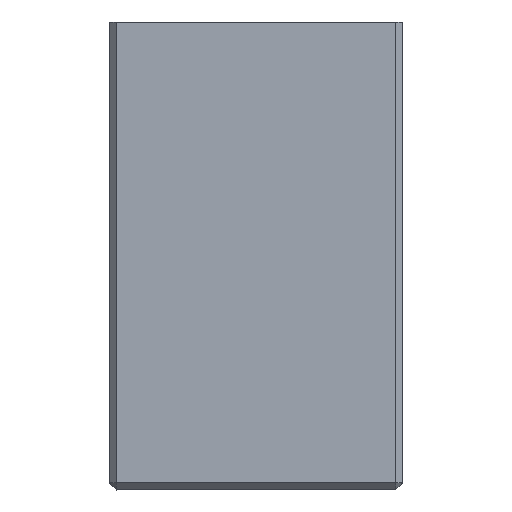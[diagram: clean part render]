
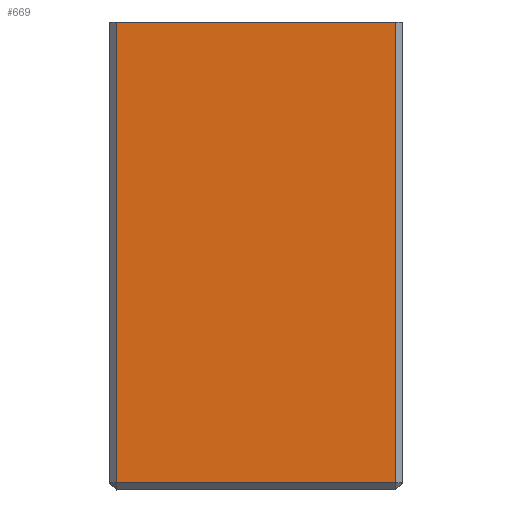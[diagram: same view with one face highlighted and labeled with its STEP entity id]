
A CAD part, top view. The second image highlights one B-rep face of the part: STEP entity #669.
In plain terms, the highlighted planar face has unit normal (0, 0, 1).
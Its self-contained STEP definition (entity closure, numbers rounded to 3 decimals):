
#34=PLANE('',#740);
#52=LINE('',#1001,#115);
#77=LINE('',#1058,#140);
#101=LINE('',#1122,#164);
#102=LINE('',#1123,#165);
#115=VECTOR('',#792,1000.);
#140=VECTOR('',#837,1000.);
#164=VECTOR('',#909,1000.);
#165=VECTOR('',#910,1000.);
#283=ORIENTED_EDGE('',*,*,#391,.F.);
#284=ORIENTED_EDGE('',*,*,#423,.F.);
#285=ORIENTED_EDGE('',*,*,#362,.T.);
#286=ORIENTED_EDGE('',*,*,#424,.F.);
#362=EDGE_CURVE('',#453,#452,#52,.T.);
#391=EDGE_CURVE('',#474,#475,#77,.T.);
#423=EDGE_CURVE('',#453,#474,#101,.T.);
#424=EDGE_CURVE('',#475,#452,#102,.T.);
#452=VERTEX_POINT('',#1000);
#453=VERTEX_POINT('',#1002);
#474=VERTEX_POINT('',#1057);
#475=VERTEX_POINT('',#1059);
#555=EDGE_LOOP('',(#283,#284,#285,#286));
#610=FACE_BOUND('',#555,.T.);
#669=ADVANCED_FACE('',(#610),#34,.T.);
#740=AXIS2_PLACEMENT_3D('',#1121,#907,#908);
#792=DIRECTION('',(-1.,0.,0.));
#837=DIRECTION('',(-1.,0.,0.));
#907=DIRECTION('',(0.,0.,1.));
#908=DIRECTION('',(1.,0.,0.));
#909=DIRECTION('',(0.,-1.,0.));
#910=DIRECTION('',(0.,1.,0.));
#1000=CARTESIAN_POINT('',(-228.7,-21.5,15.12));
#1001=CARTESIAN_POINT('',(-228.701,-21.5,15.12));
#1002=CARTESIAN_POINT('',(-208.7,-21.5,15.12));
#1057=CARTESIAN_POINT('',(-208.7,-54.5,15.12));
#1058=CARTESIAN_POINT('',(-218.7,-54.5,15.12));
#1059=CARTESIAN_POINT('',(-228.7,-54.5,15.12));
#1121=CARTESIAN_POINT('',(-228.701,-54.501,15.12));
#1122=CARTESIAN_POINT('',(-208.7,-36.25,15.12));
#1123=CARTESIAN_POINT('',(-228.7,-36.25,15.12));
